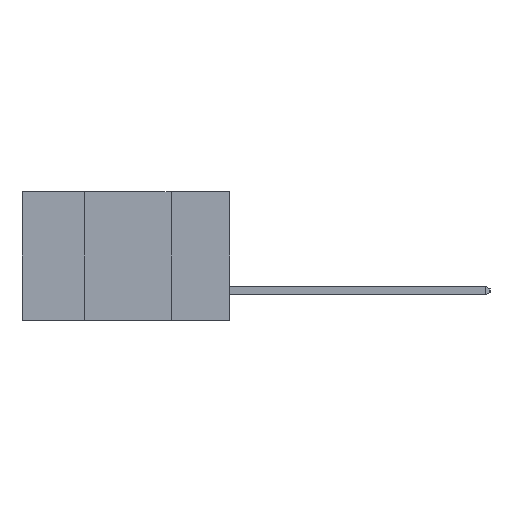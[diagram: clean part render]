
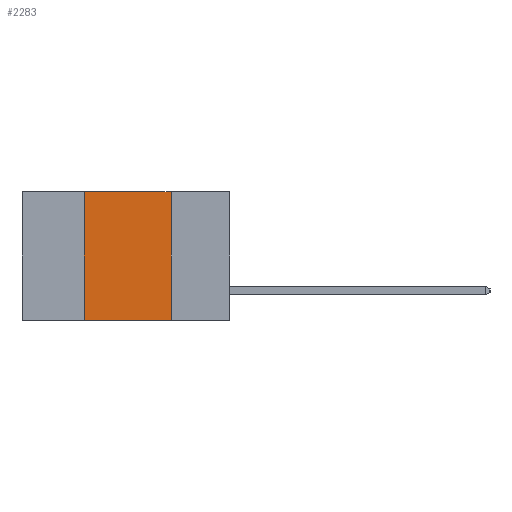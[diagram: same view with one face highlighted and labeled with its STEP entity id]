
A CAD part, left-side view. The second image highlights one B-rep face of the part: STEP entity #2283.
In plain terms, the highlighted planar face has unit normal (-1, 0, 0).
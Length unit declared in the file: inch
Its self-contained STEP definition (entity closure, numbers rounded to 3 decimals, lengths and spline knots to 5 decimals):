
#588 = ORIENTED_EDGE ( 'NONE', *, *, #26478, .F. ) ;
#2283 = ADVANCED_FACE ( 'NONE', ( #11866 ), #19668, .F. ) ;
#3609 = EDGE_CURVE ( 'NONE', #14315, #4266, #22015, .T. ) ;
#4266 = VERTEX_POINT ( 'NONE', #13032 ) ;
#4295 = VECTOR ( 'NONE', #24257, 39.37008 ) ;
#4463 = VECTOR ( 'NONE', #17007, 39.37008 ) ;
#4490 = DIRECTION ( 'NONE',  ( 0., -1., 0. ) ) ;
#6107 = VERTEX_POINT ( 'NONE', #6318 ) ;
#6143 = CARTESIAN_POINT ( 'NONE',  ( 0., 0.6, -0.37 ) ) ;
#6318 = CARTESIAN_POINT ( 'NONE',  ( 0., 0.42, -0.37 ) ) ;
#7728 = CARTESIAN_POINT ( 'NONE',  ( 0., 0.42, 0. ) ) ;
#8293 = EDGE_LOOP ( 'NONE', ( #588, #27655, #24605, #18794 ) ) ;
#8358 = DIRECTION ( 'NONE',  ( 0., -1., 0. ) ) ;
#8764 = DIRECTION ( 'NONE',  ( 0., 0., -1. ) ) ;
#11144 = VERTEX_POINT ( 'NONE', #20516 ) ;
#11866 = FACE_OUTER_BOUND ( 'NONE', #8293, .T. ) ;
#13032 = CARTESIAN_POINT ( 'NONE',  ( 0., 0.17, 0. ) ) ;
#13246 = CARTESIAN_POINT ( 'NONE',  ( 0., 0.6, 0. ) ) ;
#14315 = VERTEX_POINT ( 'NONE', #7728 ) ;
#14622 = LINE ( 'NONE', #22067, #4295 ) ;
#14664 = LINE ( 'NONE', #6143, #25562 ) ;
#16211 = VECTOR ( 'NONE', #4490, 39.37008 ) ;
#17007 = DIRECTION ( 'NONE',  ( 0., 0., -1. ) ) ;
#17487 = CARTESIAN_POINT ( 'NONE',  ( 0., 0.6, 0. ) ) ;
#18794 = ORIENTED_EDGE ( 'NONE', *, *, #23615, .T. ) ;
#19668 = PLANE ( 'NONE',  #22169 ) ;
#20516 = CARTESIAN_POINT ( 'NONE',  ( 0., 0.17, -0.37 ) ) ;
#21892 = DIRECTION ( 'NONE',  ( 1., 0., 0. ) ) ;
#21937 = LINE ( 'NONE', #27791, #4463 ) ;
#22015 = LINE ( 'NONE', #13246, #16211 ) ;
#22067 = CARTESIAN_POINT ( 'NONE',  ( 0., 0.42, 0. ) ) ;
#22169 = AXIS2_PLACEMENT_3D ( 'NONE', #17487, #21892, #8764 ) ;
#23615 = EDGE_CURVE ( 'NONE', #6107, #11144, #14664, .T. ) ;
#24257 = DIRECTION ( 'NONE',  ( 0., 0., 1. ) ) ;
#24605 = ORIENTED_EDGE ( 'NONE', *, *, #25074, .F. ) ;
#25074 = EDGE_CURVE ( 'NONE', #6107, #14315, #14622, .T. ) ;
#25562 = VECTOR ( 'NONE', #8358, 39.37008 ) ;
#26478 = EDGE_CURVE ( 'NONE', #4266, #11144, #21937, .T. ) ;
#27655 = ORIENTED_EDGE ( 'NONE', *, *, #3609, .F. ) ;
#27791 = CARTESIAN_POINT ( 'NONE',  ( 0., 0.17, 0. ) ) ;
